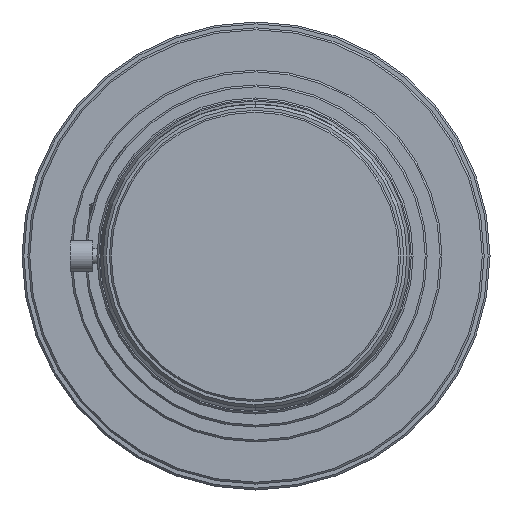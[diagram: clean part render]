
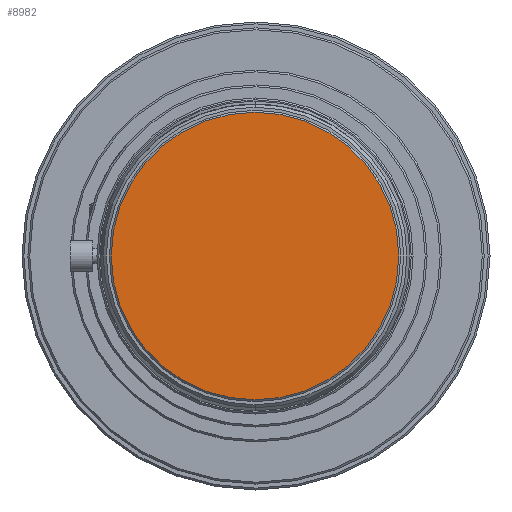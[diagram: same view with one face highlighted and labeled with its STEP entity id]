
A CAD part, left-side view. The second image highlights one B-rep face of the part: STEP entity #8982.
In plain terms, the highlighted planar face has unit normal (-1, 0, 0).
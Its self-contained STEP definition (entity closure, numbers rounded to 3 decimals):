
#157 = VERTEX_POINT ( 'NONE', #18979 ) ;
#1318 = AXIS2_PLACEMENT_3D ( 'NONE', #21780, #21947, #4477 ) ;
#1520 = CIRCLE ( 'NONE', #22168, 23.195 ) ;
#2317 = ORIENTED_EDGE ( 'NONE', *, *, #21314, .T. ) ;
#2627 = ORIENTED_EDGE ( 'NONE', *, *, #13563, .T. ) ;
#4131 = EDGE_LOOP ( 'NONE', ( #2317, #2627 ) ) ;
#4380 = CARTESIAN_POINT ( 'NONE',  ( 0., 0.155, -23.195 ) ) ;
#4477 = DIRECTION ( 'NONE',  ( 0., 0., 1. ) ) ;
#5573 = CARTESIAN_POINT ( 'NONE',  ( 0., 23.351, 0. ) ) ;
#6216 = CIRCLE ( 'NONE', #1318, 23.195 ) ;
#6875 = VERTEX_POINT ( 'NONE', #4380 ) ;
#7533 = AXIS2_PLACEMENT_3D ( 'NONE', #5573, #19335, #19240 ) ;
#8982 = ADVANCED_FACE ( 'NONE', ( #16465 ), #17435, .F. ) ;
#11952 = CARTESIAN_POINT ( 'NONE',  ( 0., 0.155, 0. ) ) ;
#13563 = EDGE_CURVE ( 'NONE', #157, #6875, #6216, .T. ) ;
#13598 = DIRECTION ( 'NONE',  ( -1., 0., 0. ) ) ;
#16465 = FACE_OUTER_BOUND ( 'NONE', #4131, .T. ) ;
#17435 = PLANE ( 'NONE',  #7533 ) ;
#17564 = DIRECTION ( 'NONE',  ( 0., 0., 1. ) ) ;
#18979 = CARTESIAN_POINT ( 'NONE',  ( 0., 0.155, 23.195 ) ) ;
#19240 = DIRECTION ( 'NONE',  ( 0., 0., -1. ) ) ;
#19335 = DIRECTION ( 'NONE',  ( 1., 0., 0. ) ) ;
#21314 = EDGE_CURVE ( 'NONE', #6875, #157, #1520, .T. ) ;
#21780 = CARTESIAN_POINT ( 'NONE',  ( 0., 0.155, 0. ) ) ;
#21947 = DIRECTION ( 'NONE',  ( -1., 0., 0. ) ) ;
#22168 = AXIS2_PLACEMENT_3D ( 'NONE', #11952, #13598, #17564 ) ;
